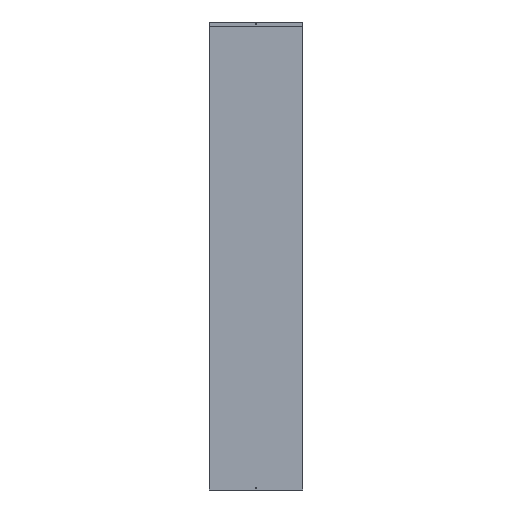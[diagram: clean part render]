
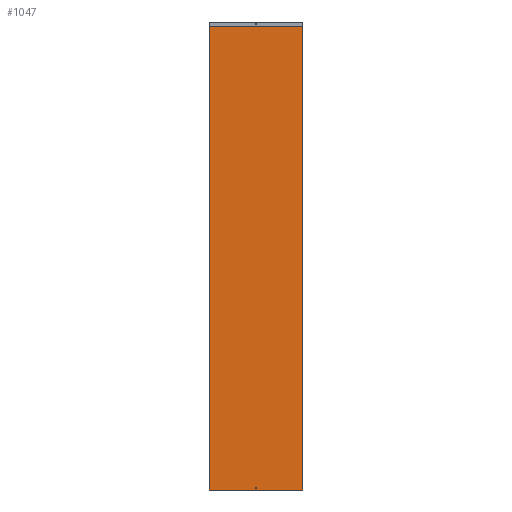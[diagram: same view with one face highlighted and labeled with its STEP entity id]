
A CAD part, front view. The second image highlights one B-rep face of the part: STEP entity #1047.
In plain terms, the highlighted planar face has unit normal (0, -1, 0).
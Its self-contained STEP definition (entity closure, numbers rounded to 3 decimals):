
#8 = DIRECTION ( 'NONE',  ( 0., 0., -1. ) ) ;
#9 = CARTESIAN_POINT ( 'NONE',  ( -300., 0., 2969. ) ) ;
#64 = AXIS2_PLACEMENT_3D ( 'NONE', #1088, #1087, #1086 ) ;
#135 = EDGE_CURVE ( 'NONE', #604, #593, #747, .T. ) ;
#168 = EDGE_CURVE ( 'NONE', #580, #561, #807, .T. ) ;
#171 = EDGE_CURVE ( 'NONE', #489, #489, #811, .T. ) ;
#172 = EDGE_CURVE ( 'NONE', #580, #604, #814, .T. ) ;
#173 = EDGE_CURVE ( 'NONE', #561, #593, #813, .T. ) ;
#220 = AXIS2_PLACEMENT_3D ( 'NONE', #315, #309, #308 ) ;
#291 = DIRECTION ( 'NONE',  ( 0., 0., -1. ) ) ;
#293 = CARTESIAN_POINT ( 'NONE',  ( 300., 0., 2969. ) ) ;
#308 = DIRECTION ( 'NONE',  ( 0., 0., 1. ) ) ;
#309 = DIRECTION ( 'NONE',  ( 0., 1., 0. ) ) ;
#315 = CARTESIAN_POINT ( 'NONE',  ( -300., 0., 2969. ) ) ;
#317 = PLANE ( 'NONE',  #220 ) ;
#452 = FACE_BOUND ( 'NONE', #605, .T. ) ;
#464 = FACE_OUTER_BOUND ( 'NONE', #654, .T. ) ;
#489 = VERTEX_POINT ( 'NONE', #1145 ) ;
#561 = VERTEX_POINT ( 'NONE', #1252 ) ;
#580 = VERTEX_POINT ( 'NONE', #1286 ) ;
#593 = VERTEX_POINT ( 'NONE', #1268 ) ;
#604 = VERTEX_POINT ( 'NONE', #1316 ) ;
#605 = EDGE_LOOP ( 'NONE', ( #879 ) ) ;
#654 = EDGE_LOOP ( 'NONE', ( #880, #881, #882, #883 ) ) ;
#747 = LINE ( 'NONE', #293, #750 ) ;
#750 = VECTOR ( 'NONE', #291, 1000. ) ;
#807 = LINE ( 'NONE', #9, #809 ) ;
#809 = VECTOR ( 'NONE', #8, 1000. ) ;
#811 = CIRCLE ( 'NONE', #64, 3.5 ) ;
#813 = LINE ( 'NONE', #1079, #815 ) ;
#814 = LINE ( 'NONE', #1089, #816 ) ;
#815 = VECTOR ( 'NONE', #1083, 1000. ) ;
#816 = VECTOR ( 'NONE', #1085, 1000. ) ;
#879 = ORIENTED_EDGE ( 'NONE', *, *, #171, .F. ) ;
#880 = ORIENTED_EDGE ( 'NONE', *, *, #135, .F. ) ;
#881 = ORIENTED_EDGE ( 'NONE', *, *, #172, .F. ) ;
#882 = ORIENTED_EDGE ( 'NONE', *, *, #168, .T. ) ;
#883 = ORIENTED_EDGE ( 'NONE', *, *, #173, .T. ) ;
#1047 = ADVANCED_FACE ( 'NONE', ( #452, #464 ), #317, .F. ) ;
#1079 = CARTESIAN_POINT ( 'NONE',  ( -300., 0., 0. ) ) ;
#1083 = DIRECTION ( 'NONE',  ( 1., 0., 0. ) ) ;
#1085 = DIRECTION ( 'NONE',  ( 1., 0., 0. ) ) ;
#1086 = DIRECTION ( 'NONE',  ( 0., 0., 1. ) ) ;
#1087 = DIRECTION ( 'NONE',  ( 0., -1., 0. ) ) ;
#1088 = CARTESIAN_POINT ( 'NONE',  ( 0., 0., 15. ) ) ;
#1089 = CARTESIAN_POINT ( 'NONE',  ( -300., 0., 2968. ) ) ;
#1145 = CARTESIAN_POINT ( 'NONE',  ( 0., 0., 18.5 ) ) ;
#1252 = CARTESIAN_POINT ( 'NONE',  ( -300., 0., 0. ) ) ;
#1268 = CARTESIAN_POINT ( 'NONE',  ( 300., 0., 0. ) ) ;
#1286 = CARTESIAN_POINT ( 'NONE',  ( -300., 0., 2968. ) ) ;
#1316 = CARTESIAN_POINT ( 'NONE',  ( 300., 0., 2968. ) ) ;
